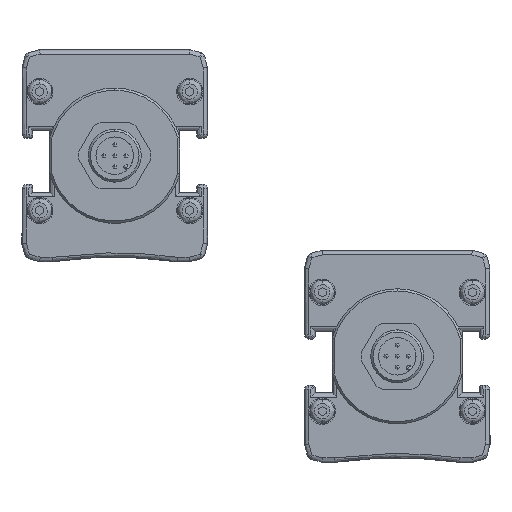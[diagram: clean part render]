
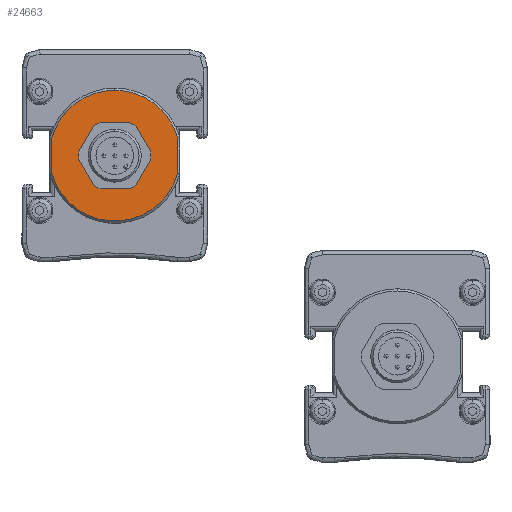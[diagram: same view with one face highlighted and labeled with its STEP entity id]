
A CAD part, front view. The second image highlights one B-rep face of the part: STEP entity #24663.
In plain terms, the highlighted planar face has unit normal (0, -1, 0).
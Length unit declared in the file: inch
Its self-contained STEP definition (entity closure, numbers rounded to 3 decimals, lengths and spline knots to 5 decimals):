
#4912 = VECTOR ( 'NONE', #33231, 39.37008 ) ;
#5062 = AXIS2_PLACEMENT_3D ( 'NONE', #9744, #6454, #5806 ) ;
#5696 = VECTOR ( 'NONE', #30980, 39.37008 ) ;
#5806 = DIRECTION ( 'NONE',  ( 0., 0., -1. ) ) ;
#6323 = AXIS2_PLACEMENT_3D ( 'NONE', #6683, #20399, #40774 ) ;
#6340 = AXIS2_PLACEMENT_3D ( 'NONE', #28589, #22009, #39086 ) ;
#6454 = DIRECTION ( 'NONE',  ( 0., -1., 0. ) ) ;
#6683 = CARTESIAN_POINT ( 'NONE',  ( 0., -19.94094, 0. ) ) ;
#9110 = VERTEX_POINT ( 'NONE', #41939 ) ;
#9744 = CARTESIAN_POINT ( 'NONE',  ( 0., -19.94094, 0. ) ) ;
#10560 = CARTESIAN_POINT ( 'NONE',  ( -0.56102, -19.94094, 0.15737 ) ) ;
#10621 = EDGE_LOOP ( 'NONE', ( #36754, #28568, #13160, #21321, #18959 ) ) ;
#10880 = CARTESIAN_POINT ( 'NONE',  ( -0.56102, -19.94094, 0. ) ) ;
#11037 = DIRECTION ( 'NONE',  ( 0., 1., 0. ) ) ;
#11918 = CIRCLE ( 'NONE', #6323, 0.58268 ) ;
#12364 = EDGE_CURVE ( 'NONE', #9110, #32171, #27582, .T. ) ;
#13160 = ORIENTED_EDGE ( 'NONE', *, *, #34470, .T. ) ;
#13944 = LINE ( 'NONE', #36503, #4912 ) ;
#16151 = CARTESIAN_POINT ( 'NONE',  ( -0.56102, -19.94094, -0.15737 ) ) ;
#17279 = EDGE_CURVE ( 'NONE', #37820, #28983, #25179, .T. ) ;
#18233 = DIRECTION ( 'NONE',  ( 0., 0., 1. ) ) ;
#18959 = ORIENTED_EDGE ( 'NONE', *, *, #29893, .F. ) ;
#19549 = FACE_OUTER_BOUND ( 'NONE', #10621, .T. ) ;
#20399 = DIRECTION ( 'NONE',  ( 0., 1., 0. ) ) ;
#20568 = AXIS2_PLACEMENT_3D ( 'NONE', #21913, #11037, #18233 ) ;
#21321 = ORIENTED_EDGE ( 'NONE', *, *, #17279, .F. ) ;
#21792 = CARTESIAN_POINT ( 'NONE',  ( 0.56102, -19.94094, 0.15737 ) ) ;
#21913 = CARTESIAN_POINT ( 'NONE',  ( 0., -19.94094, 0. ) ) ;
#22009 = DIRECTION ( 'NONE',  ( 0., 1., 0. ) ) ;
#24663 = ADVANCED_FACE ( 'NONE', ( #19549 ), #39483, .T. ) ;
#25179 = CIRCLE ( 'NONE', #6340, 0.58268 ) ;
#25661 = VERTEX_POINT ( 'NONE', #10560 ) ;
#27582 = CIRCLE ( 'NONE', #20568, 0.58268 ) ;
#28568 = ORIENTED_EDGE ( 'NONE', *, *, #34073, .F. ) ;
#28589 = CARTESIAN_POINT ( 'NONE',  ( 0., -19.94094, 0. ) ) ;
#28983 = VERTEX_POINT ( 'NONE', #16151 ) ;
#29893 = EDGE_CURVE ( 'NONE', #32171, #37820, #13944, .T. ) ;
#30076 = CARTESIAN_POINT ( 'NONE',  ( 0.56102, -19.94094, -0.15737 ) ) ;
#30143 = LINE ( 'NONE', #10880, #5696 ) ;
#30980 = DIRECTION ( 'NONE',  ( 0., 0., -1. ) ) ;
#32171 = VERTEX_POINT ( 'NONE', #21792 ) ;
#33231 = DIRECTION ( 'NONE',  ( 0., 0., -1. ) ) ;
#34073 = EDGE_CURVE ( 'NONE', #25661, #9110, #11918, .T. ) ;
#34470 = EDGE_CURVE ( 'NONE', #25661, #28983, #30143, .T. ) ;
#36503 = CARTESIAN_POINT ( 'NONE',  ( 0.56102, -19.94094, 0. ) ) ;
#36754 = ORIENTED_EDGE ( 'NONE', *, *, #12364, .F. ) ;
#37820 = VERTEX_POINT ( 'NONE', #30076 ) ;
#39086 = DIRECTION ( 'NONE',  ( 0., 0., 1. ) ) ;
#39483 = PLANE ( 'NONE',  #5062 ) ;
#40774 = DIRECTION ( 'NONE',  ( 0., 0., 1. ) ) ;
#41939 = CARTESIAN_POINT ( 'NONE',  ( 0., -19.94094, 0.58268 ) ) ;
